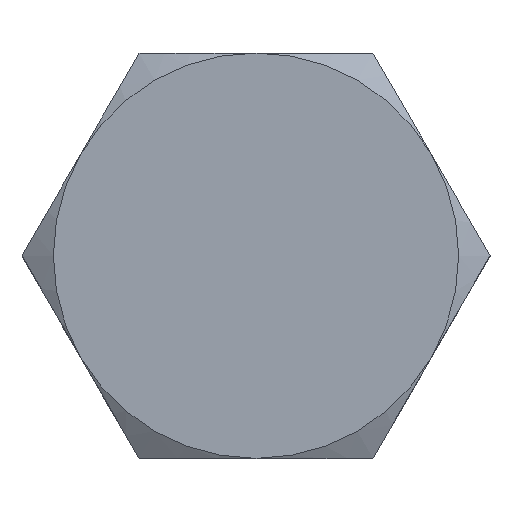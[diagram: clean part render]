
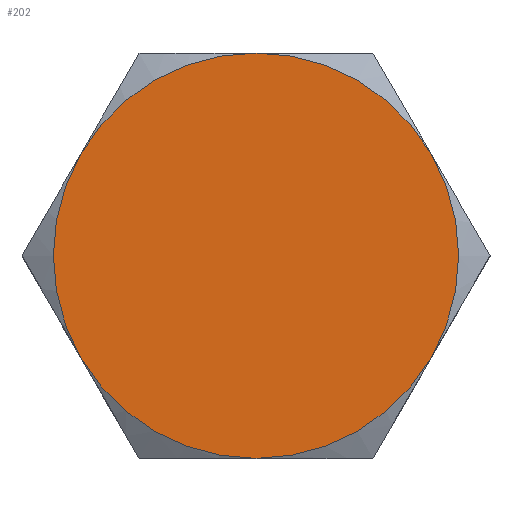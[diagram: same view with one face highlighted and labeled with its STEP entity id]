
A CAD part, top view. The second image highlights one B-rep face of the part: STEP entity #202.
In plain terms, the highlighted planar face has unit normal (0, 0, 1).
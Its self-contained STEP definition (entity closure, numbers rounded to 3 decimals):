
#29 = VERTEX_POINT ( 'NONE', #307 ) ;
#64 = VERTEX_POINT ( 'NONE', #355 ) ;
#136 = VERTEX_POINT ( 'NONE', #542 ) ;
#144 = EDGE_CURVE ( 'NONE', #136, #149, #537, .T. ) ;
#149 = VERTEX_POINT ( 'NONE', #656 ) ;
#172 = VERTEX_POINT ( 'NONE', #680 ) ;
#182 = EDGE_CURVE ( 'NONE', #172, #136, #745, .T. ) ;
#185 = VERTEX_POINT ( 'NONE', #740 ) ;
#197 = ORIENTED_EDGE ( 'NONE', *, *, #144, .T. ) ;
#202 = ADVANCED_FACE ( 'NONE', ( #568 ), #563, .F. ) ;
#203 = EDGE_LOOP ( 'NONE', ( #251, #252, #253, #233, #234, #197 ) ) ;
#205 = EDGE_CURVE ( 'NONE', #64, #29, #557, .T. ) ;
#208 = EDGE_CURVE ( 'NONE', #149, #64, #727, .T. ) ;
#230 = EDGE_CURVE ( 'NONE', #185, #172, #709, .T. ) ;
#232 = EDGE_CURVE ( 'NONE', #29, #185, #704, .T. ) ;
#233 = ORIENTED_EDGE ( 'NONE', *, *, #230, .T. ) ;
#234 = ORIENTED_EDGE ( 'NONE', *, *, #182, .T. ) ;
#251 = ORIENTED_EDGE ( 'NONE', *, *, #208, .T. ) ;
#252 = ORIENTED_EDGE ( 'NONE', *, *, #205, .T. ) ;
#253 = ORIENTED_EDGE ( 'NONE', *, *, #232, .T. ) ;
#307 = CARTESIAN_POINT ( 'NONE',  ( 11.691, 6.75, 11. ) ) ;
#355 = CARTESIAN_POINT ( 'NONE',  ( 11.691, -6.75, 11. ) ) ;
#533 = DIRECTION ( 'NONE',  ( 0., -1., 0. ) ) ;
#534 = DIRECTION ( 'NONE',  ( 0., 0., 1. ) ) ;
#535 = CARTESIAN_POINT ( 'NONE',  ( 0., 0., 11. ) ) ;
#536 = AXIS2_PLACEMENT_3D ( 'NONE', #535, #534, #533 ) ;
#537 = CIRCLE ( 'NONE', #536, 13.5 ) ;
#542 = CARTESIAN_POINT ( 'NONE',  ( -11.691, -6.75, 11. ) ) ;
#555 = DIRECTION ( 'NONE',  ( 0., 0., 1. ) ) ;
#556 = AXIS2_PLACEMENT_3D ( 'NONE', #561, #555, #728 ) ;
#557 = CIRCLE ( 'NONE', #556, 13.5 ) ;
#558 = DIRECTION ( 'NONE',  ( 0., 1., 0. ) ) ;
#559 = DIRECTION ( 'NONE',  ( 0., 0., -1. ) ) ;
#560 = AXIS2_PLACEMENT_3D ( 'NONE', #562, #559, #558 ) ;
#561 = CARTESIAN_POINT ( 'NONE',  ( 0., 0., 11. ) ) ;
#562 = CARTESIAN_POINT ( 'NONE',  ( 0., 13.5, 11. ) ) ;
#563 = PLANE ( 'NONE',  #560 ) ;
#568 = FACE_OUTER_BOUND ( 'NONE', #203, .T. ) ;
#656 = CARTESIAN_POINT ( 'NONE',  ( 0., -13.5, 11. ) ) ;
#680 = CARTESIAN_POINT ( 'NONE',  ( -11.691, 6.75, 11. ) ) ;
#700 = DIRECTION ( 'NONE',  ( 0., -1., 0. ) ) ;
#701 = DIRECTION ( 'NONE',  ( 0., 0., 1. ) ) ;
#702 = CARTESIAN_POINT ( 'NONE',  ( 0., 0., 11. ) ) ;
#703 = AXIS2_PLACEMENT_3D ( 'NONE', #702, #701, #700 ) ;
#704 = CIRCLE ( 'NONE', #703, 13.5 ) ;
#705 = DIRECTION ( 'NONE',  ( 0., -1., 0. ) ) ;
#706 = DIRECTION ( 'NONE',  ( 0., 0., 1. ) ) ;
#707 = CARTESIAN_POINT ( 'NONE',  ( 0., 0., 11. ) ) ;
#708 = AXIS2_PLACEMENT_3D ( 'NONE', #707, #706, #705 ) ;
#709 = CIRCLE ( 'NONE', #708, 13.5 ) ;
#723 = DIRECTION ( 'NONE',  ( 0., -1., 0. ) ) ;
#724 = DIRECTION ( 'NONE',  ( 0., 0., 1. ) ) ;
#725 = CARTESIAN_POINT ( 'NONE',  ( 0., 0., 11. ) ) ;
#726 = AXIS2_PLACEMENT_3D ( 'NONE', #725, #724, #723 ) ;
#727 = CIRCLE ( 'NONE', #726, 13.5 ) ;
#728 = DIRECTION ( 'NONE',  ( 0., -1., 0. ) ) ;
#740 = CARTESIAN_POINT ( 'NONE',  ( 0., 13.5, 11. ) ) ;
#741 = DIRECTION ( 'NONE',  ( 0., -1., 0. ) ) ;
#742 = DIRECTION ( 'NONE',  ( 0., 0., 1. ) ) ;
#743 = CARTESIAN_POINT ( 'NONE',  ( 0., 0., 11. ) ) ;
#744 = AXIS2_PLACEMENT_3D ( 'NONE', #743, #742, #741 ) ;
#745 = CIRCLE ( 'NONE', #744, 13.5 ) ;
